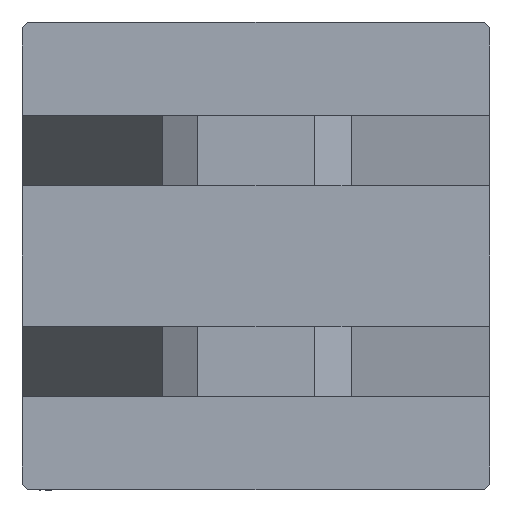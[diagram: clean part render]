
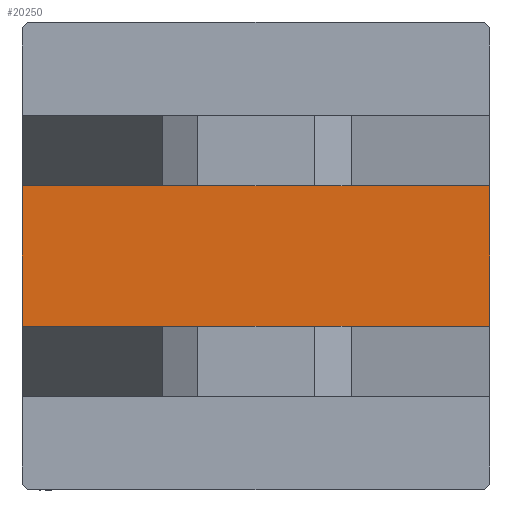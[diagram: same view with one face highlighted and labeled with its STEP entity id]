
A CAD part, left-side view. The second image highlights one B-rep face of the part: STEP entity #20250.
In plain terms, the highlighted planar face has unit normal (-1, 0, 0).
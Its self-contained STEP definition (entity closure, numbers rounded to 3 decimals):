
#216 = DIRECTION ( 'NONE',  ( 0., 0., 1. ) ) ;
#238 = CARTESIAN_POINT ( 'NONE',  ( 0., -6., 20. ) ) ;
#3102 = DIRECTION ( 'NONE',  ( 0., 0., -1. ) ) ;
#5183 = EDGE_CURVE ( 'NONE', #19135, #9286, #27587, .T. ) ;
#6280 = PLANE ( 'NONE',  #47671 ) ;
#6573 = DIRECTION ( 'NONE',  ( 0., -1., 0. ) ) ;
#6887 = LINE ( 'NONE', #37493, #48168 ) ;
#8012 = EDGE_CURVE ( 'NONE', #36849, #9286, #33045, .T. ) ;
#9197 = EDGE_CURVE ( 'NONE', #28220, #36849, #6887, .T. ) ;
#9286 = VERTEX_POINT ( 'NONE', #47532 ) ;
#9432 = CARTESIAN_POINT ( 'NONE',  ( 0., 6., -20. ) ) ;
#11561 = LINE ( 'NONE', #49222, #19862 ) ;
#17821 = DIRECTION ( 'NONE',  ( -1., 0., 0. ) ) ;
#19135 = VERTEX_POINT ( 'NONE', #29649 ) ;
#19276 = VECTOR ( 'NONE', #23319, 1000. ) ;
#19862 = VECTOR ( 'NONE', #6573, 1000. ) ;
#20250 = ADVANCED_FACE ( 'NONE', ( #40641 ), #6280, .T. ) ;
#23319 = DIRECTION ( 'NONE',  ( 0., 0., -1. ) ) ;
#27587 = LINE ( 'NONE', #238, #19276 ) ;
#27920 = ORIENTED_EDGE ( 'NONE', *, *, #8012, .T. ) ;
#28220 = VERTEX_POINT ( 'NONE', #34920 ) ;
#29649 = CARTESIAN_POINT ( 'NONE',  ( 0., -6., 20. ) ) ;
#33045 = LINE ( 'NONE', #36069, #40088 ) ;
#34172 = ORIENTED_EDGE ( 'NONE', *, *, #5183, .F. ) ;
#34920 = CARTESIAN_POINT ( 'NONE',  ( 0., 6., 20. ) ) ;
#35699 = ORIENTED_EDGE ( 'NONE', *, *, #44193, .F. ) ;
#36069 = CARTESIAN_POINT ( 'NONE',  ( 0., 20., -20. ) ) ;
#36431 = ORIENTED_EDGE ( 'NONE', *, *, #9197, .T. ) ;
#36849 = VERTEX_POINT ( 'NONE', #9432 ) ;
#36885 = CARTESIAN_POINT ( 'NONE',  ( 0., 0., 0. ) ) ;
#37493 = CARTESIAN_POINT ( 'NONE',  ( 0., 6., 20. ) ) ;
#40088 = VECTOR ( 'NONE', #40561, 1000. ) ;
#40364 = EDGE_LOOP ( 'NONE', ( #27920, #34172, #35699, #36431 ) ) ;
#40561 = DIRECTION ( 'NONE',  ( 0., -1., 0. ) ) ;
#40641 = FACE_OUTER_BOUND ( 'NONE', #40364, .T. ) ;
#44193 = EDGE_CURVE ( 'NONE', #28220, #19135, #11561, .T. ) ;
#47532 = CARTESIAN_POINT ( 'NONE',  ( 0., -6., -20. ) ) ;
#47671 = AXIS2_PLACEMENT_3D ( 'NONE', #36885, #17821, #216 ) ;
#48168 = VECTOR ( 'NONE', #3102, 1000. ) ;
#49222 = CARTESIAN_POINT ( 'NONE',  ( 0., 20., 20. ) ) ;
